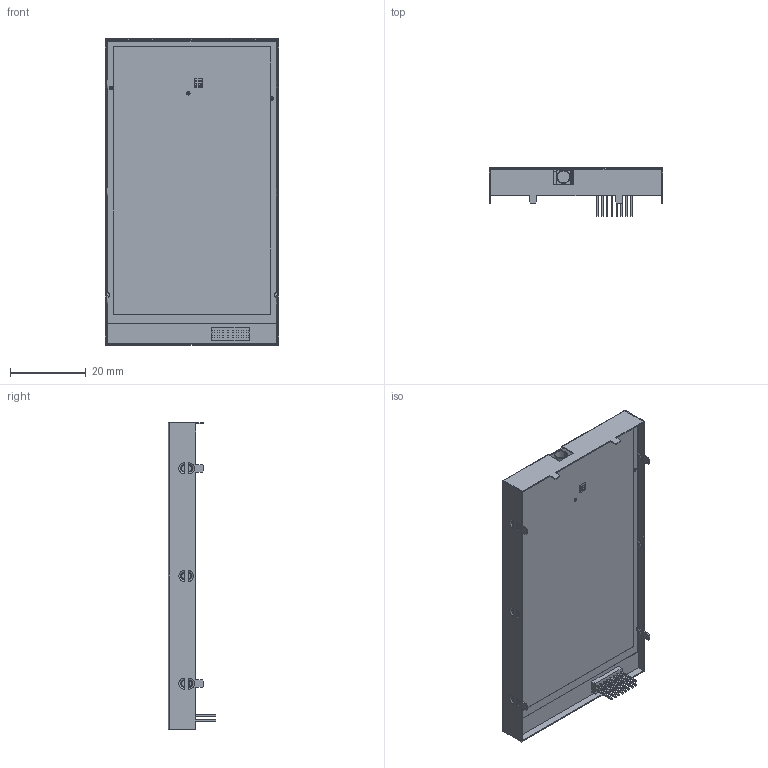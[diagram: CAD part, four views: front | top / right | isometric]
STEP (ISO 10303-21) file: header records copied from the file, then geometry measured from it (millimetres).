
FILE_DESCRIPTION (( 'STEP AP214' ), '1' );
FILE_NAME ('05-577001-01 - Copy.STEP', '2021-03-31T10:07:21', ( '' ), ( '' ), 'SwSTEP 2.0', 'SolidWorks 2012', '' );
FILE_SCHEMA (( 'AUTOMOTIVE_DESIGN' ));
Length unit declared in the file: millimetre
Products named in the file (5): 05-577001-01 - Copy; Radar PCB; VCO-0.13-1; Upper Housing; 09-570195-01R1
Assembly tree (4 placements, depth 2):
  05-577001-01 - Copy
    Radar PCB
    VCO-0.13-1
    Upper Housing
    09-570195-01R1
Bounding box: 45.8 x 12.64 x 80.8 mm (x, y, z)
Volume: 5887 mm3; surface area: 19865.2 mm2
Topology: 4 solids, 4 shells, 636 faces, 1655 edges, 1086 vertices
Faces by surface type: plane 442, cylinder 126, torus 68
Entity records: 21536 total; most frequent: CARTESIAN_POINT 3526, DIRECTION 3371, ORIENTED_EDGE 3310, EDGE_CURVE 1655, VECTOR 1165, LINE 1165, AXIS2_PLACEMENT_3D 1103, VERTEX_POINT 1086
